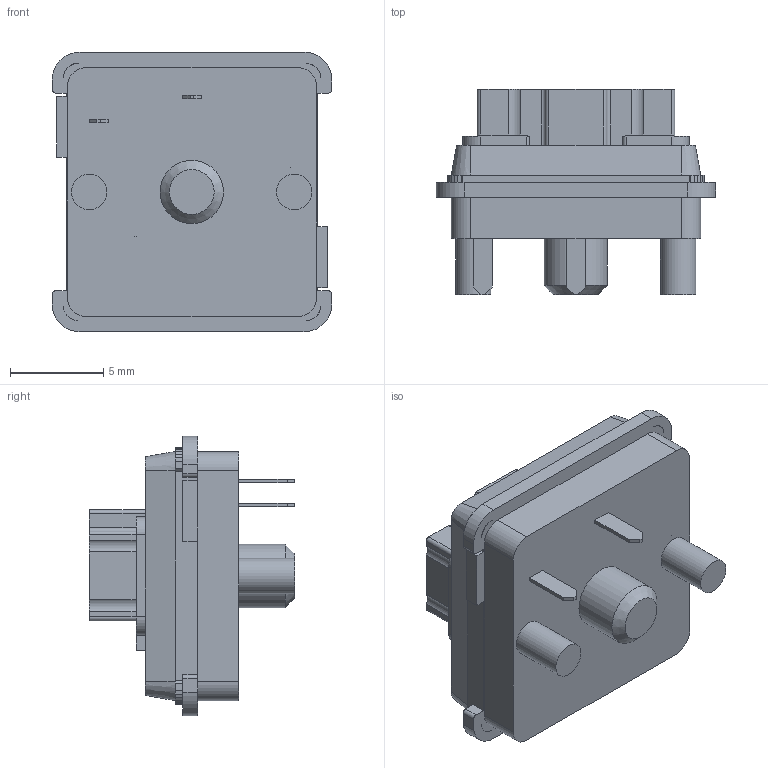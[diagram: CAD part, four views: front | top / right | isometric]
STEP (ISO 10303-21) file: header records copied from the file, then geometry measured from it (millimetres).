
FILE_DESCRIPTION(/* description */ (''),/* implementation_level */ '2;1');
FILE_NAME(/* name */ 'CPG135001D02 BROWN v5.step',/* time_stamp */ '2019-04-25T13:34:43+02:00',/* author */ (''),/* organization */ (''),/* preprocessor_version */ 'ST-DEVELOPER v18',/* originating_system */ 'Autodesk Translation Framework v8.2.0.1029',/* authorisation */ '');
FILE_SCHEMA (('AUTOMOTIVE_DESIGN { 1 0 10303 214 3 1 1 }'));
Length unit declared in the file: millimetre
Products named in the file (1): CPG135001D02 BROWN
Bounding box: 15 x 11 x 15 mm (x, y, z)
Volume: 1107.7 mm3; surface area: 1418.6 mm2
Topology: 3 solids, 20 shells, 386 faces, 929 edges, 576 vertices
Faces by surface type: plane 311, cylinder 52, bspline 18, cone 5
Full cylindrical faces by diameter (mm): 1.9 x2, 3.4 x1
Entity records: 11042 total; most frequent: CARTESIAN_POINT 2132, ORIENTED_EDGE 1858, DIRECTION 1741, EDGE_CURVE 929, LINE 777, VECTOR 777, VERTEX_POINT 576, AXIS2_PLACEMENT_3D 482
